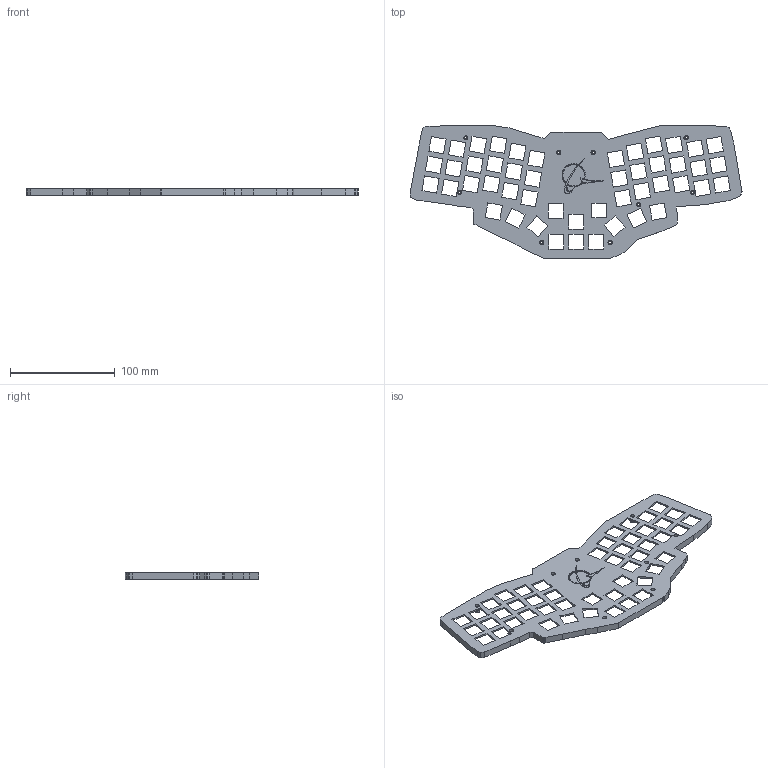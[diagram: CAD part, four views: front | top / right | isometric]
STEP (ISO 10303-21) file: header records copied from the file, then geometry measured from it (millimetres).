
FILE_DESCRIPTION(/* description */ ('Designed by EasyEDA Pro'),/* implementation_level */ '2;1');
FILE_NAME(/* name */ 'Top v2.step',/* time_stamp */ '2025-08-09T09:57:40+05:30',/* author */ (''),/* organization */ (''),/* preprocessor_version */ 'ST-DEVELOPER v20.1',/* originating_system */ 'Autodesk Translation Framework v14.10.0.0',/* authorisation */ '');
FILE_SCHEMA (('AUTOMOTIVE_DESIGN { 1 0 10303 214 3 1 1 }'));
Length unit declared in the file: millimetre
Products named in the file (1): Open CASCADE STEP translator 7.8 1
Bounding box: 317.02 x 127.36 x 6.35 mm (x, y, z)
Volume: 36219.4 mm3; surface area: 54749.9 mm2
Topology: 1 solids, 1 shells, 776 faces, 2235 edges, 1490 vertices
Faces by surface type: plane 638, bspline 102, cylinder 36
Full cylindrical faces by diameter (mm): 2.2 x9, 4 x9, 4.74 x9, 6.54 x7
Entity records: 25527 total; most frequent: CARTESIAN_POINT 5828, ORIENTED_EDGE 4470, DIRECTION 3453, EDGE_CURVE 2235, LINE 1959, VECTOR 1959, VERTEX_POINT 1490, EDGE_LOOP 919
